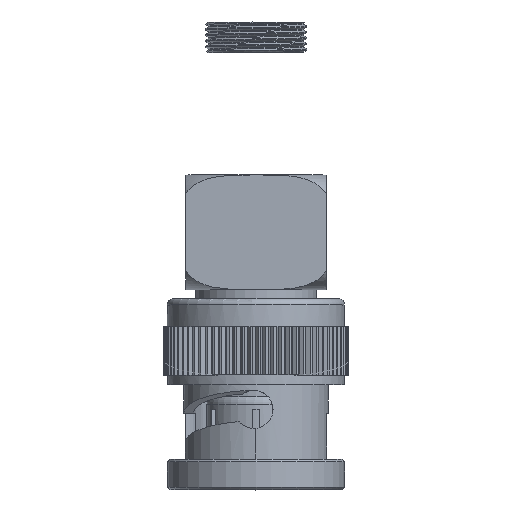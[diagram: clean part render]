
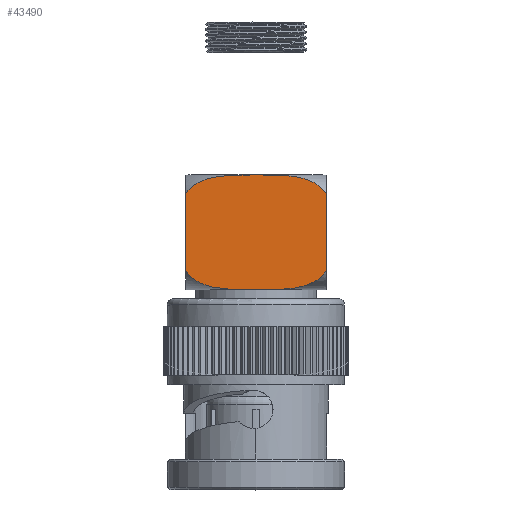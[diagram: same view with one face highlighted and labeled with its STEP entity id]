
A CAD part, top view. The second image highlights one B-rep face of the part: STEP entity #43490.
In plain terms, the highlighted planar face has unit normal (0, 0, 1).
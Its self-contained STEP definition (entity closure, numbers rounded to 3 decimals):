
#2617=B_SPLINE_CURVE_WITH_KNOTS('',3,(#81121,#81122,#81123,#81124,#81125,
#81126,#81127,#81128,#81129,#81130,#81131),.UNSPECIFIED.,.F.,.F.,(4,1,1,
1,1,1,1,1,4),(0.022,0.024,0.025,
0.027,0.028,0.03,0.031,
0.033,0.034),.UNSPECIFIED.);
#2618=B_SPLINE_CURVE_WITH_KNOTS('',3,(#81135,#81136,#81137,#81138,#81139,
#81140,#81141,#81142,#81143,#81144,#81145),.UNSPECIFIED.,.F.,.F.,(4,1,1,
1,1,1,1,1,4),(0.022,0.024,0.025,
0.027,0.028,0.03,0.031,
0.033,0.034),.UNSPECIFIED.);
#6568=LINE('',#81118,#7206);
#6569=LINE('',#81133,#7207);
#7206=VECTOR('',#74243,1000.);
#7207=VECTOR('',#74244,1000.);
#9983=PLANE('',#71364);
#12219=ORIENTED_EDGE('',*,*,#25226,.T.);
#12220=ORIENTED_EDGE('',*,*,#25227,.T.);
#12221=ORIENTED_EDGE('',*,*,#25228,.F.);
#12222=ORIENTED_EDGE('',*,*,#25229,.F.);
#25226=EDGE_CURVE('',#31820,#31821,#6568,.T.);
#25227=EDGE_CURVE('',#31821,#31822,#2617,.T.);
#25228=EDGE_CURVE('',#31823,#31822,#6569,.T.);
#25229=EDGE_CURVE('',#31820,#31823,#2618,.T.);
#31820=VERTEX_POINT('',#81119);
#31821=VERTEX_POINT('',#81120);
#31822=VERTEX_POINT('',#81132);
#31823=VERTEX_POINT('',#81134);
#35734=EDGE_LOOP('',(#12219,#12220,#12221,#12222));
#39268=FACE_BOUND('',#35734,.T.);
#43490=ADVANCED_FACE('',(#39268),#9983,.F.);
#71364=AXIS2_PLACEMENT_3D('',#81117,#74241,#74242);
#74241=DIRECTION('',(0.,0.,-1.));
#74242=DIRECTION('',(-1.,0.,0.));
#74243=DIRECTION('',(0.,1.,0.));
#74244=DIRECTION('',(0.,1.,0.));
#81117=CARTESIAN_POINT('',(5.525,-4.5,5.525));
#81118=CARTESIAN_POINT('',(5.525,-4.5,5.525));
#81119=CARTESIAN_POINT('',(5.525,-3.,5.525));
#81120=CARTESIAN_POINT('',(5.525,3.,5.525));
#81121=CARTESIAN_POINT('',(5.525,3.,5.525));
#81122=CARTESIAN_POINT('',(5.261,3.424,5.525));
#81123=CARTESIAN_POINT('',(4.444,4.061,5.525));
#81124=CARTESIAN_POINT('',(2.984,4.43,5.525));
#81125=CARTESIAN_POINT('',(1.513,4.504,5.525));
#81126=CARTESIAN_POINT('',(0.045,4.498,5.525));
#81127=CARTESIAN_POINT('',(-1.465,4.505,5.525));
#81128=CARTESIAN_POINT('',(-2.967,4.434,5.525));
#81129=CARTESIAN_POINT('',(-4.438,4.064,5.525));
#81130=CARTESIAN_POINT('',(-5.258,3.428,5.525));
#81131=CARTESIAN_POINT('',(-5.525,3.,5.525));
#81132=CARTESIAN_POINT('',(-5.525,3.,5.525));
#81133=CARTESIAN_POINT('',(-5.525,-4.5,5.525));
#81134=CARTESIAN_POINT('',(-5.525,-3.,5.525));
#81135=CARTESIAN_POINT('',(5.525,-3.,5.525));
#81136=CARTESIAN_POINT('',(5.261,-3.424,5.525));
#81137=CARTESIAN_POINT('',(4.444,-4.061,5.525));
#81138=CARTESIAN_POINT('',(2.984,-4.43,5.525));
#81139=CARTESIAN_POINT('',(1.513,-4.504,5.525));
#81140=CARTESIAN_POINT('',(0.045,-4.498,5.525));
#81141=CARTESIAN_POINT('',(-1.465,-4.505,5.525));
#81142=CARTESIAN_POINT('',(-2.967,-4.434,5.525));
#81143=CARTESIAN_POINT('',(-4.438,-4.064,5.525));
#81144=CARTESIAN_POINT('',(-5.258,-3.428,5.525));
#81145=CARTESIAN_POINT('',(-5.525,-3.,5.525));
